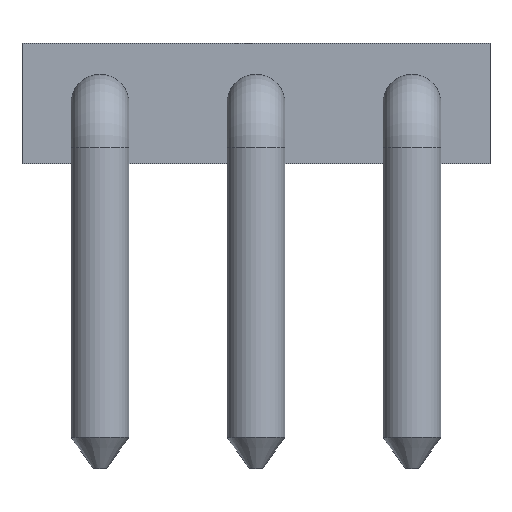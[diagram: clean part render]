
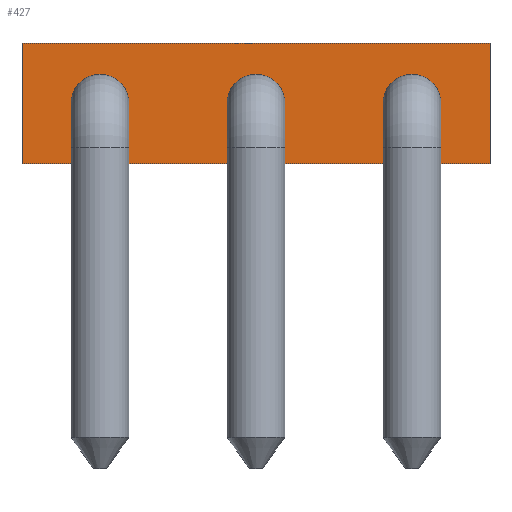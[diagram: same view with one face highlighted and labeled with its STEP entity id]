
A CAD part, top view. The second image highlights one B-rep face of the part: STEP entity #427.
In plain terms, the highlighted planar face has unit normal (0, 0, 1).
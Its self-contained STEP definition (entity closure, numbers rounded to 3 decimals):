
#36=FACE_BOUND('',#111,.T.);
#37=FACE_BOUND('',#112,.T.);
#38=FACE_BOUND('',#113,.T.);
#42=CIRCLE('',#484,0.65);
#43=CIRCLE('',#485,0.65);
#44=CIRCLE('',#486,0.65);
#77=FACE_OUTER_BOUND('',#110,.T.);
#110=EDGE_LOOP('',(#313,#314,#315,#316));
#111=EDGE_LOOP('',(#317));
#112=EDGE_LOOP('',(#318));
#113=EDGE_LOOP('',(#319));
#143=LINE('',#713,#170);
#145=LINE('',#717,#172);
#147=LINE('',#721,#174);
#149=LINE('',#724,#176);
#170=VECTOR('',#555,2.7);
#172=VECTOR('',#559,10.5);
#174=VECTOR('',#563,2.7);
#176=VECTOR('',#567,10.5);
#199=VERTEX_POINT('',#710);
#200=VERTEX_POINT('',#712);
#201=VERTEX_POINT('',#716);
#202=VERTEX_POINT('',#720);
#203=VERTEX_POINT('',#726);
#204=VERTEX_POINT('',#728);
#205=VERTEX_POINT('',#730);
#238=EDGE_CURVE('',#200,#199,#143,.T.);
#240=EDGE_CURVE('',#201,#200,#145,.T.);
#242=EDGE_CURVE('',#202,#201,#147,.T.);
#244=EDGE_CURVE('',#199,#202,#149,.T.);
#245=EDGE_CURVE('',#203,#203,#42,.T.);
#246=EDGE_CURVE('',#204,#204,#43,.T.);
#247=EDGE_CURVE('',#205,#205,#44,.T.);
#313=ORIENTED_EDGE('',*,*,#238,.T.);
#314=ORIENTED_EDGE('',*,*,#244,.T.);
#315=ORIENTED_EDGE('',*,*,#242,.T.);
#316=ORIENTED_EDGE('',*,*,#240,.T.);
#317=ORIENTED_EDGE('',*,*,#245,.T.);
#318=ORIENTED_EDGE('',*,*,#246,.T.);
#319=ORIENTED_EDGE('',*,*,#247,.T.);
#415=PLANE('',#483);
#427=ADVANCED_FACE('',(#77,#36,#37,#38),#415,.T.);
#483=AXIS2_PLACEMENT_3D('',#725,#568,#569);
#484=AXIS2_PLACEMENT_3D('',#727,#570,#571);
#485=AXIS2_PLACEMENT_3D('',#729,#572,#573);
#486=AXIS2_PLACEMENT_3D('',#731,#574,#575);
#555=DIRECTION('',(0.,-1.,0.));
#559=DIRECTION('',(-1.,0.,0.));
#563=DIRECTION('',(0.,1.,0.));
#567=DIRECTION('',(1.,0.,0.));
#568=DIRECTION('center_axis',(0.,0.,1.));
#569=DIRECTION('ref_axis',(1.,0.,0.));
#570=DIRECTION('center_axis',(0.,0.,-1.));
#571=DIRECTION('ref_axis',(0.,-1.,0.));
#572=DIRECTION('center_axis',(0.,0.,-1.));
#573=DIRECTION('ref_axis',(0.,-1.,0.));
#574=DIRECTION('center_axis',(0.,0.,-1.));
#575=DIRECTION('ref_axis',(0.,-1.,0.));
#710=CARTESIAN_POINT('',(-5.25,-1.35,2.));
#712=CARTESIAN_POINT('',(-5.25,1.35,2.));
#713=CARTESIAN_POINT('',(-5.25,1.35,2.));
#716=CARTESIAN_POINT('',(5.25,1.35,2.));
#717=CARTESIAN_POINT('',(5.25,1.35,2.));
#720=CARTESIAN_POINT('',(5.25,-1.35,2.));
#721=CARTESIAN_POINT('',(5.25,-1.35,2.));
#724=CARTESIAN_POINT('',(-5.25,-1.35,2.));
#725=CARTESIAN_POINT('Origin',(0.,0.,2.));
#726=CARTESIAN_POINT('',(-3.5,0.65,2.));
#727=CARTESIAN_POINT('Origin',(-3.5,0.,2.));
#728=CARTESIAN_POINT('',(0.,0.65,2.));
#729=CARTESIAN_POINT('Origin',(0.,0.,2.));
#730=CARTESIAN_POINT('',(3.5,0.65,2.));
#731=CARTESIAN_POINT('Origin',(3.5,0.,2.));
